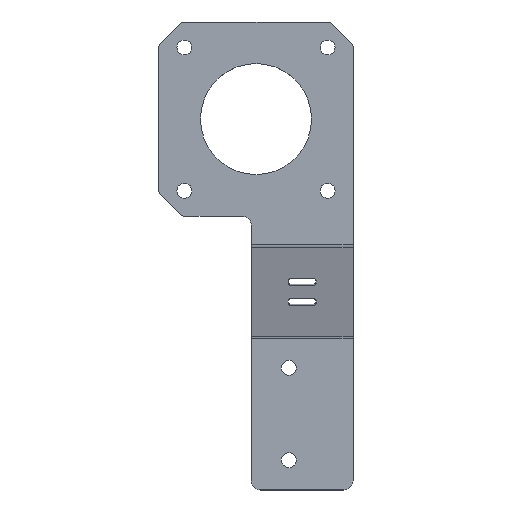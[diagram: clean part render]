
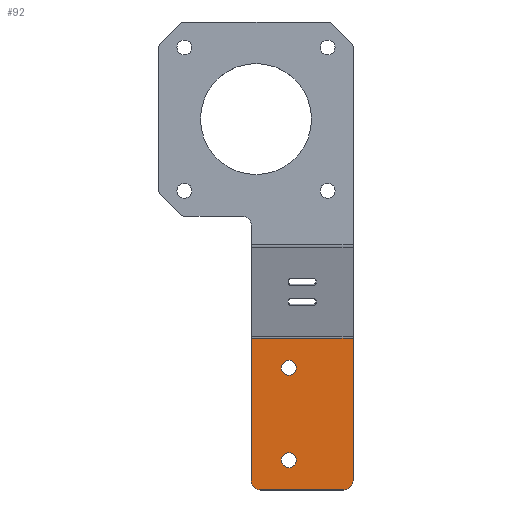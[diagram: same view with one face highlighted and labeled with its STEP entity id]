
A CAD part, top view. The second image highlights one B-rep face of the part: STEP entity #92.
In plain terms, the highlighted planar face has unit normal (0, 0, 1).
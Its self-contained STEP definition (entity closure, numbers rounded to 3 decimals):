
#13 = FACE_BOUND ( 'NONE', #1925, .T. ) ;
#15 = VECTOR ( 'NONE', #1092, 1000. ) ;
#32 = CARTESIAN_POINT ( 'NONE',  ( -13.9, -94.795, -5.296 ) ) ;
#37 = EDGE_CURVE ( 'NONE', #1559, #2177, #288, .T. ) ;
#46 = VECTOR ( 'NONE', #1651, 1000. ) ;
#57 = VERTEX_POINT ( 'NONE', #1011 ) ;
#82 = DIRECTION ( 'NONE',  ( 0., 0., 1. ) ) ;
#92 = ADVANCED_FACE ( 'NONE', ( #13, #170, #158 ), #511, .F. ) ;
#121 = CARTESIAN_POINT ( 'NONE',  ( -13.9, -74.795, -5.296 ) ) ;
#158 = FACE_OUTER_BOUND ( 'NONE', #1435, .T. ) ;
#170 = FACE_BOUND ( 'NONE', #263, .T. ) ;
#174 = EDGE_CURVE ( 'NONE', #1057, #749, #814, .T. ) ;
#183 = AXIS2_PLACEMENT_3D ( 'NONE', #1546, #82, #755 ) ;
#213 = EDGE_CURVE ( 'NONE', #1896, #1639, #2113, .T. ) ;
#234 = ORIENTED_EDGE ( 'NONE', *, *, #213, .F. ) ;
#243 = DIRECTION ( 'NONE',  ( 0., 0., 1. ) ) ;
#257 = VERTEX_POINT ( 'NONE', #1134 ) ;
#263 = EDGE_LOOP ( 'NONE', ( #1035, #2042 ) ) ;
#288 = CIRCLE ( 'NONE', #1511, 2. ) ;
#305 = VECTOR ( 'NONE', #1407, 1000. ) ;
#337 = AXIS2_PLACEMENT_3D ( 'NONE', #538, #1888, #567 ) ;
#346 = DIRECTION ( 'NONE',  ( 0., 0., -1. ) ) ;
#388 = ORIENTED_EDGE ( 'NONE', *, *, #2095, .T. ) ;
#395 = VECTOR ( 'NONE', #1406, 1000. ) ;
#401 = CIRCLE ( 'NONE', #680, 1.6 ) ;
#404 = DIRECTION ( 'NONE',  ( 0., 0., 1. ) ) ;
#492 = DIRECTION ( 'NONE',  ( 0., 0., 1. ) ) ;
#511 = PLANE ( 'NONE',  #992 ) ;
#538 = CARTESIAN_POINT ( 'NONE',  ( -2., -99.229, -5.296 ) ) ;
#543 = CIRCLE ( 'NONE', #337, 2. ) ;
#567 = DIRECTION ( 'NONE',  ( -1., 0., 0. ) ) ;
#619 = CARTESIAN_POINT ( 'NONE',  ( -22., -68.361, -5.296 ) ) ;
#660 = LINE ( 'NONE', #1994, #46 ) ;
#664 = EDGE_CURVE ( 'NONE', #57, #1717, #920, .T. ) ;
#680 = AXIS2_PLACEMENT_3D ( 'NONE', #121, #1638, #2101 ) ;
#713 = ORIENTED_EDGE ( 'NONE', *, *, #902, .T. ) ;
#749 = VERTEX_POINT ( 'NONE', #2060 ) ;
#755 = DIRECTION ( 'NONE',  ( -1., 0., 0. ) ) ;
#759 = ORIENTED_EDGE ( 'NONE', *, *, #1302, .F. ) ;
#772 = ORIENTED_EDGE ( 'NONE', *, *, #664, .T. ) ;
#814 = CIRCLE ( 'NONE', #2040, 1.6 ) ;
#836 = EDGE_CURVE ( 'NONE', #1814, #1717, #1983, .T. ) ;
#864 = CIRCLE ( 'NONE', #2161, 1.6 ) ;
#902 = EDGE_CURVE ( 'NONE', #1814, #1559, #660, .T. ) ;
#920 = LINE ( 'NONE', #1893, #395 ) ;
#992 = AXIS2_PLACEMENT_3D ( 'NONE', #1806, #346, #1310 ) ;
#1011 = CARTESIAN_POINT ( 'NONE',  ( 0., -99.229, -5.296 ) ) ;
#1035 = ORIENTED_EDGE ( 'NONE', *, *, #1649, .F. ) ;
#1057 = VERTEX_POINT ( 'NONE', #1402 ) ;
#1086 = CARTESIAN_POINT ( 'NONE',  ( -13.9, -94.795, -5.296 ) ) ;
#1092 = DIRECTION ( 'NONE',  ( 1., 0., 0. ) ) ;
#1122 = CARTESIAN_POINT ( 'NONE',  ( 0., -68.361, -5.296 ) ) ;
#1134 = CARTESIAN_POINT ( 'NONE',  ( -2., -101.229, -5.296 ) ) ;
#1182 = DIRECTION ( 'NONE',  ( -1., 0., 0. ) ) ;
#1194 = CARTESIAN_POINT ( 'NONE',  ( -13.9, -76.395, -5.296 ) ) ;
#1302 = EDGE_CURVE ( 'NONE', #1639, #1896, #401, .T. ) ;
#1310 = DIRECTION ( 'NONE',  ( -1., 0., 0. ) ) ;
#1402 = CARTESIAN_POINT ( 'NONE',  ( -13.9, -96.395, -5.296 ) ) ;
#1406 = DIRECTION ( 'NONE',  ( 0., 1., 0. ) ) ;
#1407 = DIRECTION ( 'NONE',  ( 1., 0., 0. ) ) ;
#1411 = CARTESIAN_POINT ( 'NONE',  ( -13.9, -73.195, -5.296 ) ) ;
#1435 = EDGE_LOOP ( 'NONE', ( #713, #2005, #388, #1496, #772, #1963 ) ) ;
#1496 = ORIENTED_EDGE ( 'NONE', *, *, #1554, .T. ) ;
#1507 = CARTESIAN_POINT ( 'NONE',  ( -20., -99.229, -5.296 ) ) ;
#1511 = AXIS2_PLACEMENT_3D ( 'NONE', #1507, #492, #1182 ) ;
#1537 = CARTESIAN_POINT ( 'NONE',  ( -22., -99.229, -5.296 ) ) ;
#1546 = CARTESIAN_POINT ( 'NONE',  ( -13.9, -74.795, -5.296 ) ) ;
#1554 = EDGE_CURVE ( 'NONE', #257, #57, #543, .T. ) ;
#1559 = VERTEX_POINT ( 'NONE', #1537 ) ;
#1638 = DIRECTION ( 'NONE',  ( 0., 0., 1. ) ) ;
#1639 = VERTEX_POINT ( 'NONE', #1411 ) ;
#1649 = EDGE_CURVE ( 'NONE', #749, #1057, #864, .T. ) ;
#1651 = DIRECTION ( 'NONE',  ( 0., -1., 0. ) ) ;
#1717 = VERTEX_POINT ( 'NONE', #1122 ) ;
#1730 = DIRECTION ( 'NONE',  ( -1., 0., 0. ) ) ;
#1750 = CARTESIAN_POINT ( 'NONE',  ( 0., -101.229, -5.296 ) ) ;
#1806 = CARTESIAN_POINT ( 'NONE',  ( 0., -0.32, -5.296 ) ) ;
#1814 = VERTEX_POINT ( 'NONE', #1989 ) ;
#1888 = DIRECTION ( 'NONE',  ( 0., 0., 1. ) ) ;
#1893 = CARTESIAN_POINT ( 'NONE',  ( 0., -0.32, -5.296 ) ) ;
#1896 = VERTEX_POINT ( 'NONE', #1194 ) ;
#1925 = EDGE_LOOP ( 'NONE', ( #759, #234 ) ) ;
#1963 = ORIENTED_EDGE ( 'NONE', *, *, #836, .F. ) ;
#1983 = LINE ( 'NONE', #619, #15 ) ;
#1989 = CARTESIAN_POINT ( 'NONE',  ( -22., -68.361, -5.296 ) ) ;
#1994 = CARTESIAN_POINT ( 'NONE',  ( -22., -0.32, -5.296 ) ) ;
#2005 = ORIENTED_EDGE ( 'NONE', *, *, #37, .T. ) ;
#2040 = AXIS2_PLACEMENT_3D ( 'NONE', #32, #404, #1730 ) ;
#2042 = ORIENTED_EDGE ( 'NONE', *, *, #174, .F. ) ;
#2060 = CARTESIAN_POINT ( 'NONE',  ( -13.9, -93.195, -5.296 ) ) ;
#2095 = EDGE_CURVE ( 'NONE', #2177, #257, #2106, .T. ) ;
#2101 = DIRECTION ( 'NONE',  ( -1., 0., 0. ) ) ;
#2106 = LINE ( 'NONE', #1750, #305 ) ;
#2113 = CIRCLE ( 'NONE', #183, 1.6 ) ;
#2122 = DIRECTION ( 'NONE',  ( -1., 0., 0. ) ) ;
#2153 = CARTESIAN_POINT ( 'NONE',  ( -20., -101.229, -5.296 ) ) ;
#2161 = AXIS2_PLACEMENT_3D ( 'NONE', #1086, #243, #2122 ) ;
#2177 = VERTEX_POINT ( 'NONE', #2153 ) ;
